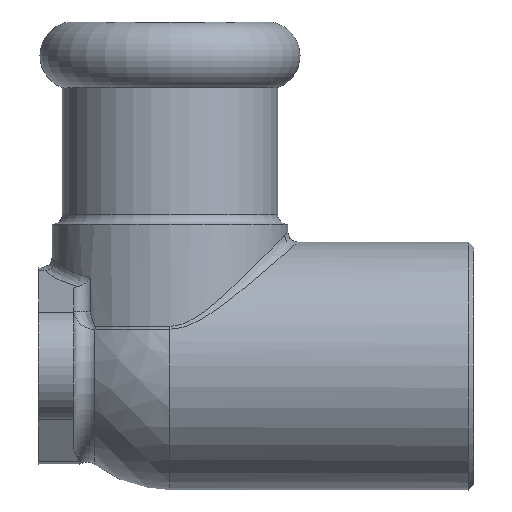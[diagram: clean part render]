
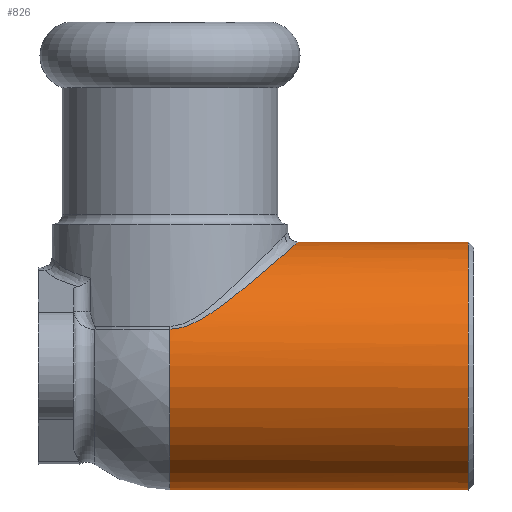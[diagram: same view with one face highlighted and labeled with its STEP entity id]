
A CAD part, left-side view. The second image highlights one B-rep face of the part: STEP entity #826.
In plain terms, the highlighted cylindrical face has radius 12.25 mm (diameter 24.5 mm), a full revolution.
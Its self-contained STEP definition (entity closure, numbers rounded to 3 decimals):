
#29=B_SPLINE_CURVE_WITH_KNOTS('',3,(#1528,#1529,#1530,#1531,#1532,#1533,
#1534,#1535,#1536,#1537,#1538,#1539,#1540,#1541,#1542,#1543),
 .UNSPECIFIED.,.F.,.F.,(4,1,1,1,1,1,1,1,1,1,1,1,1,4),(-4.467,
-4.308,-4.148,-3.829,-3.191,-2.553,
-2.34,-1.915,-1.702,-1.276,
-0.638,-0.319,-0.16,0.),
 .UNSPECIFIED.);
#78=LINE('',#1696,#112);
#112=VECTOR('',#1126,12.25);
#142=CYLINDRICAL_SURFACE('',#933,12.25);
#171=FACE_OUTER_BOUND('',#218,.T.);
#218=EDGE_LOOP('',(#640,#641,#642,#643,#644,#645,#646));
#292=CIRCLE('',#934,12.25);
#293=CIRCLE('',#935,12.25);
#294=CIRCLE('',#936,12.25);
#295=CIRCLE('',#937,12.25);
#351=VERTEX_POINT('',#1442);
#353=VERTEX_POINT('',#1527);
#366=VERTEX_POINT('',#1691);
#367=VERTEX_POINT('',#1692);
#368=VERTEX_POINT('',#1695);
#452=EDGE_CURVE('',#351,#353,#29,.T.);
#470=EDGE_CURVE('',#366,#367,#292,.T.);
#471=EDGE_CURVE('',#367,#366,#293,.T.);
#472=EDGE_CURVE('',#367,#368,#78,.T.);
#473=EDGE_CURVE('',#368,#353,#294,.T.);
#474=EDGE_CURVE('',#351,#368,#295,.T.);
#640=ORIENTED_EDGE('',*,*,#470,.F.);
#641=ORIENTED_EDGE('',*,*,#471,.F.);
#642=ORIENTED_EDGE('',*,*,#472,.T.);
#643=ORIENTED_EDGE('',*,*,#473,.T.);
#644=ORIENTED_EDGE('',*,*,#452,.F.);
#645=ORIENTED_EDGE('',*,*,#474,.T.);
#646=ORIENTED_EDGE('',*,*,#472,.F.);
#826=ADVANCED_FACE('',(#171),#142,.T.);
#933=AXIS2_PLACEMENT_3D('',#1690,#1120,#1121);
#934=AXIS2_PLACEMENT_3D('',#1693,#1122,#1123);
#935=AXIS2_PLACEMENT_3D('',#1694,#1124,#1125);
#936=AXIS2_PLACEMENT_3D('',#1697,#1127,#1128);
#937=AXIS2_PLACEMENT_3D('',#1698,#1129,#1130);
#1120=DIRECTION('center_axis',(0.,-1.,0.));
#1121=DIRECTION('ref_axis',(1.,0.,0.));
#1122=DIRECTION('center_axis',(0.,-1.,0.));
#1123=DIRECTION('ref_axis',(-1.,0.,0.));
#1124=DIRECTION('center_axis',(0.,-1.,0.));
#1125=DIRECTION('ref_axis',(-1.,0.,0.));
#1126=DIRECTION('',(0.,1.,0.));
#1127=DIRECTION('center_axis',(0.,-1.,0.));
#1128=DIRECTION('ref_axis',(1.,0.,0.));
#1129=DIRECTION('center_axis',(0.,-1.,0.));
#1130=DIRECTION('ref_axis',(1.,0.,0.));
#1442=CARTESIAN_POINT('',(-11.695,0.,3.645));
#1527=CARTESIAN_POINT('',(11.695,0.,3.645));
#1528=CARTESIAN_POINT('Ctrl Pts',(-11.695,0.,
3.645));
#1529=CARTESIAN_POINT('Ctrl Pts',(-11.695,-0.532,
3.645));
#1530=CARTESIAN_POINT('Ctrl Pts',(-11.63,-1.586,3.858));
#1531=CARTESIAN_POINT('Ctrl Pts',(-11.308,-3.451,4.769));
#1532=CARTESIAN_POINT('Ctrl Pts',(-10.345,-6.298,6.791));
#1533=CARTESIAN_POINT('Ctrl Pts',(-7.967,-9.789,9.741));
#1534=CARTESIAN_POINT('Ctrl Pts',(-4.211,-12.07,11.737));
#1535=CARTESIAN_POINT('Ctrl Pts',(-0.342,-12.786,
12.37));
#1536=CARTESIAN_POINT('Ctrl Pts',(2.322,-12.535,12.149));
#1537=CARTESIAN_POINT('Ctrl Pts',(5.297,-11.417,11.164));
#1538=CARTESIAN_POINT('Ctrl Pts',(8.274,-9.326,9.349));
#1539=CARTESIAN_POINT('Ctrl Pts',(10.35,-6.295,6.79));
#1540=CARTESIAN_POINT('Ctrl Pts',(11.307,-3.45,4.769));
#1541=CARTESIAN_POINT('Ctrl Pts',(11.631,-1.586,3.858));
#1542=CARTESIAN_POINT('Ctrl Pts',(11.695,-0.532,3.645));
#1543=CARTESIAN_POINT('Ctrl Pts',(11.695,0.,
3.645));
#1690=CARTESIAN_POINT('Origin',(0.,-15.,0.));
#1691=CARTESIAN_POINT('',(12.25,-29.5,0.));
#1692=CARTESIAN_POINT('',(-12.25,-29.5,0.));
#1693=CARTESIAN_POINT('Origin',(0.,-29.5,0.));
#1694=CARTESIAN_POINT('Origin',(0.,-29.5,0.));
#1695=CARTESIAN_POINT('',(-12.25,0.,0.));
#1696=CARTESIAN_POINT('',(-12.25,-15.,0.));
#1697=CARTESIAN_POINT('Origin',(0.,0.,0.));
#1698=CARTESIAN_POINT('Origin',(0.,0.,0.));
